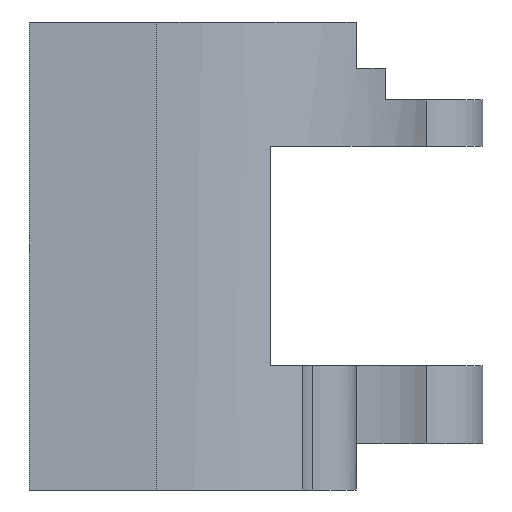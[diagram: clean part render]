
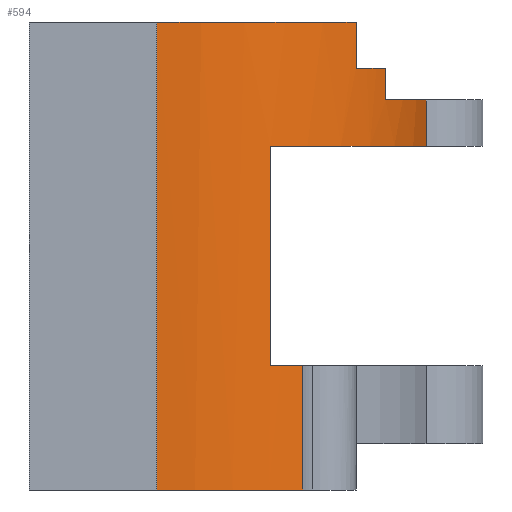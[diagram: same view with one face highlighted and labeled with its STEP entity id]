
A CAD part, left-side view. The second image highlights one B-rep face of the part: STEP entity #594.
In plain terms, the highlighted cylindrical face has radius 39 mm (diameter 78 mm), a partial arc.
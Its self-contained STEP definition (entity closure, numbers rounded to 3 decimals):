
#5 = CARTESIAN_POINT ( 'NONE',  ( 0., 0., 26.5 ) ) ;
#30 = VECTOR ( 'NONE', #879, 1000. ) ;
#90 = LINE ( 'NONE', #3154, #30 ) ;
#126 = LINE ( 'NONE', #912, #1408 ) ;
#140 = DIRECTION ( 'NONE',  ( 0., 0., -1. ) ) ;
#148 = CARTESIAN_POINT ( 'NONE',  ( 0., 0., -33. ) ) ;
#156 = CARTESIAN_POINT ( 'NONE',  ( 0., 0., 15.5 ) ) ;
#159 = VERTEX_POINT ( 'NONE', #2169 ) ;
#196 = CARTESIAN_POINT ( 'NONE',  ( 0., 0., -15.5 ) ) ;
#216 = LINE ( 'NONE', #3034, #2776 ) ;
#219 = VERTEX_POINT ( 'NONE', #1918 ) ;
#277 = EDGE_CURVE ( 'NONE', #1049, #219, #2531, .T. ) ;
#311 = VERTEX_POINT ( 'NONE', #2277 ) ;
#368 = CIRCLE ( 'NONE', #1914, 39. ) ;
#386 = AXIS2_PLACEMENT_3D ( 'NONE', #196, #140, #1198 ) ;
#393 = EDGE_LOOP ( 'NONE', ( #1557, #1732, #792, #1358, #1593, #2669, #1057, #2065, #3270, #1751, #962, #1382 ) ) ;
#404 = LINE ( 'NONE', #1416, #830 ) ;
#413 = DIRECTION ( 'NONE',  ( 0., 0., -1. ) ) ;
#454 = DIRECTION ( 'NONE',  ( 0., 0., 1. ) ) ;
#508 = VERTEX_POINT ( 'NONE', #1769 ) ;
#594 = ADVANCED_FACE ( 'NONE', ( #2536 ), #2288, .T. ) ;
#663 = LINE ( 'NONE', #2918, #1222 ) ;
#689 = CARTESIAN_POINT ( 'NONE',  ( -27.047, -28.098, 33. ) ) ;
#768 = EDGE_CURVE ( 'NONE', #311, #2919, #404, .T. ) ;
#792 = ORIENTED_EDGE ( 'NONE', *, *, #1731, .T. ) ;
#830 = VECTOR ( 'NONE', #2444, 1000. ) ;
#851 = CARTESIAN_POINT ( 'NONE',  ( -35.567, -16., 15.5 ) ) ;
#859 = VERTEX_POINT ( 'NONE', #979 ) ;
#879 = DIRECTION ( 'NONE',  ( 0., 0., 1. ) ) ;
#899 = DIRECTION ( 'NONE',  ( 0., 0., 1. ) ) ;
#900 = DIRECTION ( 'NONE',  ( 0., 0., 1. ) ) ;
#912 = CARTESIAN_POINT ( 'NONE',  ( -39., 0., 33. ) ) ;
#962 = ORIENTED_EDGE ( 'NONE', *, *, #2941, .F. ) ;
#979 = CARTESIAN_POINT ( 'NONE',  ( -35.567, -16., -15.5 ) ) ;
#985 = DIRECTION ( 'NONE',  ( 0., 0., -1. ) ) ;
#996 = DIRECTION ( 'NONE',  ( 0., 0., 1. ) ) ;
#1049 = VERTEX_POINT ( 'NONE', #851 ) ;
#1057 = ORIENTED_EDGE ( 'NONE', *, *, #1754, .F. ) ;
#1115 = CARTESIAN_POINT ( 'NONE',  ( -8.949, -37.959, 22. ) ) ;
#1198 = DIRECTION ( 'NONE',  ( -1., 0., 0. ) ) ;
#1222 = VECTOR ( 'NONE', #2681, 1000. ) ;
#1223 = DIRECTION ( 'NONE',  ( 0., 0., -1. ) ) ;
#1229 = EDGE_CURVE ( 'NONE', #2909, #2910, #1822, .T. ) ;
#1264 = DIRECTION ( 'NONE',  ( -1., 0., 0. ) ) ;
#1358 = ORIENTED_EDGE ( 'NONE', *, *, #1707, .T. ) ;
#1382 = ORIENTED_EDGE ( 'NONE', *, *, #3088, .T. ) ;
#1390 = CIRCLE ( 'NONE', #1825, 39. ) ;
#1408 = VECTOR ( 'NONE', #413, 1000. ) ;
#1416 = CARTESIAN_POINT ( 'NONE',  ( -21.947, -32.239, 33. ) ) ;
#1486 = EDGE_CURVE ( 'NONE', #2000, #219, #216, .T. ) ;
#1499 = VECTOR ( 'NONE', #1534, 1000. ) ;
#1512 = DIRECTION ( 'NONE',  ( 1., 0., 0. ) ) ;
#1534 = DIRECTION ( 'NONE',  ( 0., 0., 1. ) ) ;
#1557 = ORIENTED_EDGE ( 'NONE', *, *, #2604, .T. ) ;
#1593 = ORIENTED_EDGE ( 'NONE', *, *, #277, .T. ) ;
#1654 = DIRECTION ( 'NONE',  ( 1., 0., 0. ) ) ;
#1659 = CARTESIAN_POINT ( 'NONE',  ( -39., 0., -33. ) ) ;
#1707 = EDGE_CURVE ( 'NONE', #859, #1049, #663, .T. ) ;
#1731 = EDGE_CURVE ( 'NONE', #159, #859, #3106, .T. ) ;
#1732 = ORIENTED_EDGE ( 'NONE', *, *, #1975, .T. ) ;
#1751 = ORIENTED_EDGE ( 'NONE', *, *, #1229, .T. ) ;
#1754 = EDGE_CURVE ( 'NONE', #311, #2000, #1390, .T. ) ;
#1759 = DIRECTION ( 'NONE',  ( 0., 0., -1. ) ) ;
#1760 = VERTEX_POINT ( 'NONE', #1659 ) ;
#1769 = CARTESIAN_POINT ( 'NONE',  ( -33.147, -20.55, -33. ) ) ;
#1775 = CIRCLE ( 'NONE', #2947, 39. ) ;
#1822 = LINE ( 'NONE', #2843, #1499 ) ;
#1825 = AXIS2_PLACEMENT_3D ( 'NONE', #3195, #899, #1917 ) ;
#1914 = AXIS2_PLACEMENT_3D ( 'NONE', #2511, #996, #1512 ) ;
#1917 = DIRECTION ( 'NONE',  ( 1., 0., 0. ) ) ;
#1918 = CARTESIAN_POINT ( 'NONE',  ( -8.949, -37.959, 15.5 ) ) ;
#1975 = EDGE_CURVE ( 'NONE', #508, #159, #90, .T. ) ;
#1991 = VERTEX_POINT ( 'NONE', #2623 ) ;
#2000 = VERTEX_POINT ( 'NONE', #1115 ) ;
#2065 = ORIENTED_EDGE ( 'NONE', *, *, #768, .T. ) ;
#2169 = CARTESIAN_POINT ( 'NONE',  ( -33.147, -20.55, -15.5 ) ) ;
#2187 = CARTESIAN_POINT ( 'NONE',  ( -21.947, -32.239, 26.5 ) ) ;
#2237 = DIRECTION ( 'NONE',  ( 1., 0., 0. ) ) ;
#2252 = DIRECTION ( 'NONE',  ( -1., 0., 0. ) ) ;
#2277 = CARTESIAN_POINT ( 'NONE',  ( -21.947, -32.239, 22. ) ) ;
#2288 = CYLINDRICAL_SURFACE ( 'NONE', #3133, 39. ) ;
#2312 = AXIS2_PLACEMENT_3D ( 'NONE', #156, #900, #2237 ) ;
#2327 = EDGE_CURVE ( 'NONE', #2919, #2909, #1775, .T. ) ;
#2444 = DIRECTION ( 'NONE',  ( 0., 0., 1. ) ) ;
#2511 = CARTESIAN_POINT ( 'NONE',  ( 0., 0., 33. ) ) ;
#2517 = CARTESIAN_POINT ( 'NONE',  ( 0., 0., 33. ) ) ;
#2531 = CIRCLE ( 'NONE', #2312, 39. ) ;
#2536 = FACE_OUTER_BOUND ( 'NONE', #393, .T. ) ;
#2604 = EDGE_CURVE ( 'NONE', #1760, #508, #3220, .T. ) ;
#2623 = CARTESIAN_POINT ( 'NONE',  ( -39., 0., 33. ) ) ;
#2669 = ORIENTED_EDGE ( 'NONE', *, *, #1486, .F. ) ;
#2681 = DIRECTION ( 'NONE',  ( 0., 0., 1. ) ) ;
#2690 = CARTESIAN_POINT ( 'NONE',  ( -27.047, -28.098, 26.5 ) ) ;
#2776 = VECTOR ( 'NONE', #1759, 1000. ) ;
#2843 = CARTESIAN_POINT ( 'NONE',  ( -27.047, -28.098, -27.964 ) ) ;
#2909 = VERTEX_POINT ( 'NONE', #2690 ) ;
#2910 = VERTEX_POINT ( 'NONE', #689 ) ;
#2918 = CARTESIAN_POINT ( 'NONE',  ( -35.567, -16., 33. ) ) ;
#2919 = VERTEX_POINT ( 'NONE', #2187 ) ;
#2941 = EDGE_CURVE ( 'NONE', #1991, #2910, #368, .T. ) ;
#2947 = AXIS2_PLACEMENT_3D ( 'NONE', #5, #985, #1264 ) ;
#3034 = CARTESIAN_POINT ( 'NONE',  ( -8.949, -37.959, 33. ) ) ;
#3088 = EDGE_CURVE ( 'NONE', #1991, #1760, #126, .T. ) ;
#3106 = CIRCLE ( 'NONE', #386, 39. ) ;
#3112 = AXIS2_PLACEMENT_3D ( 'NONE', #148, #454, #1654 ) ;
#3133 = AXIS2_PLACEMENT_3D ( 'NONE', #2517, #1223, #2252 ) ;
#3154 = CARTESIAN_POINT ( 'NONE',  ( -33.147, -20.55, -24.25 ) ) ;
#3195 = CARTESIAN_POINT ( 'NONE',  ( 0., 0., 22. ) ) ;
#3220 = CIRCLE ( 'NONE', #3112, 39. ) ;
#3270 = ORIENTED_EDGE ( 'NONE', *, *, #2327, .T. ) ;
